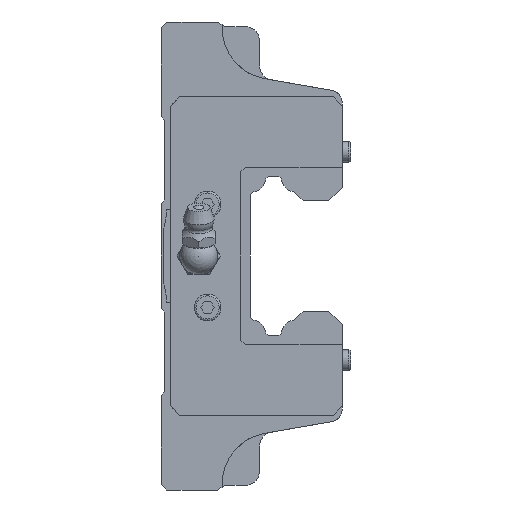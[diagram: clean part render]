
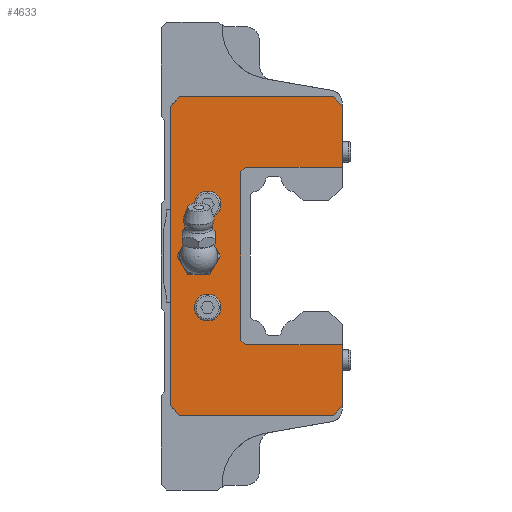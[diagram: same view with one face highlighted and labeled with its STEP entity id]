
A CAD part, left-side view. The second image highlights one B-rep face of the part: STEP entity #4633.
In plain terms, the highlighted planar face has unit normal (-1, 0, 0).
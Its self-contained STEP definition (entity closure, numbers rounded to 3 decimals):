
#76=LINE('',#6742,#542);
#100=LINE('',#6796,#566);
#109=LINE('',#6815,#575);
#143=LINE('',#6888,#609);
#165=LINE('',#6931,#631);
#187=LINE('',#6986,#653);
#209=LINE('',#7031,#675);
#390=LINE('',#7626,#856);
#391=LINE('',#7628,#857);
#415=LINE('',#7708,#881);
#416=LINE('',#7711,#882);
#417=LINE('',#7712,#883);
#418=LINE('',#7714,#884);
#419=LINE('',#7716,#885);
#542=VECTOR('',#5337,1000.);
#566=VECTOR('',#5369,1000.);
#575=VECTOR('',#5384,1000.);
#609=VECTOR('',#5436,1000.);
#631=VECTOR('',#5478,1000.);
#653=VECTOR('',#5518,1000.);
#675=VECTOR('',#5546,1000.);
#856=VECTOR('',#6023,1000.);
#857=VECTOR('',#6026,1000.);
#881=VECTOR('',#6118,1000.);
#882=VECTOR('',#6119,1000.);
#883=VECTOR('',#6120,1000.);
#884=VECTOR('',#6121,1000.);
#885=VECTOR('',#6122,1000.);
#1086=PLANE('',#5043);
#1326=CIRCLE('',#5044,3.);
#1327=CIRCLE('',#5045,2.85);
#1328=CIRCLE('',#5046,2.85);
#2274=ORIENTED_EDGE('',*,*,#3165,.T.);
#2275=ORIENTED_EDGE('',*,*,#3166,.F.);
#2276=ORIENTED_EDGE('',*,*,#3167,.F.);
#2277=ORIENTED_EDGE('',*,*,#3168,.T.);
#2278=ORIENTED_EDGE('',*,*,#3169,.T.);
#2279=ORIENTED_EDGE('',*,*,#2868,.F.);
#2280=ORIENTED_EDGE('',*,*,#3129,.T.);
#2281=ORIENTED_EDGE('',*,*,#2758,.F.);
#2282=ORIENTED_EDGE('',*,*,#2748,.F.);
#2283=ORIENTED_EDGE('',*,*,#2818,.F.);
#2284=ORIENTED_EDGE('',*,*,#2722,.F.);
#2285=ORIENTED_EDGE('',*,*,#2794,.F.);
#2286=ORIENTED_EDGE('',*,*,#3130,.T.);
#2287=ORIENTED_EDGE('',*,*,#2844,.F.);
#2288=ORIENTED_EDGE('',*,*,#3170,.T.);
#2289=ORIENTED_EDGE('',*,*,#3171,.T.);
#2290=ORIENTED_EDGE('',*,*,#3172,.T.);
#2722=EDGE_CURVE('',#3341,#3342,#76,.T.);
#2748=EDGE_CURVE('',#3367,#3368,#100,.T.);
#2758=EDGE_CURVE('',#3368,#3375,#109,.T.);
#2794=EDGE_CURVE('',#3404,#3341,#143,.T.);
#2818=EDGE_CURVE('',#3342,#3367,#165,.T.);
#2844=EDGE_CURVE('',#3439,#3440,#187,.T.);
#2868=EDGE_CURVE('',#3459,#3460,#209,.T.);
#3129=EDGE_CURVE('',#3459,#3375,#390,.T.);
#3130=EDGE_CURVE('',#3404,#3440,#391,.T.);
#3165=EDGE_CURVE('',#3665,#3665,#1326,.T.);
#3166=EDGE_CURVE('',#3666,#3666,#1327,.F.);
#3167=EDGE_CURVE('',#3667,#3667,#1328,.F.);
#3168=EDGE_CURVE('',#3668,#3669,#415,.T.);
#3169=EDGE_CURVE('',#3669,#3460,#416,.T.);
#3170=EDGE_CURVE('',#3439,#3670,#417,.T.);
#3171=EDGE_CURVE('',#3670,#3671,#418,.T.);
#3172=EDGE_CURVE('',#3671,#3668,#419,.T.);
#3341=VERTEX_POINT('',#6741);
#3342=VERTEX_POINT('',#6743);
#3367=VERTEX_POINT('',#6795);
#3368=VERTEX_POINT('',#6797);
#3375=VERTEX_POINT('',#6816);
#3404=VERTEX_POINT('',#6887);
#3439=VERTEX_POINT('',#6985);
#3440=VERTEX_POINT('',#6987);
#3459=VERTEX_POINT('',#7030);
#3460=VERTEX_POINT('',#7032);
#3665=VERTEX_POINT('',#7703);
#3666=VERTEX_POINT('',#7705);
#3667=VERTEX_POINT('',#7707);
#3668=VERTEX_POINT('',#7709);
#3669=VERTEX_POINT('',#7710);
#3670=VERTEX_POINT('',#7713);
#3671=VERTEX_POINT('',#7715);
#3976=EDGE_LOOP('',(#2274));
#3977=EDGE_LOOP('',(#2275));
#3978=EDGE_LOOP('',(#2276));
#3979=EDGE_LOOP('',(#2277,#2278,#2279,#2280,#2281,#2282,#2283,#2284,#2285,
#2286,#2287,#2288,#2289,#2290));
#4315=FACE_BOUND('',#3976,.T.);
#4316=FACE_BOUND('',#3977,.T.);
#4317=FACE_BOUND('',#3978,.T.);
#4318=FACE_BOUND('',#3979,.T.);
#4633=ADVANCED_FACE('',(#4315,#4316,#4317,#4318),#1086,.F.);
#5043=AXIS2_PLACEMENT_3D('',#7701,#6110,#6111);
#5044=AXIS2_PLACEMENT_3D('',#7702,#6112,#6113);
#5045=AXIS2_PLACEMENT_3D('',#7704,#6114,#6115);
#5046=AXIS2_PLACEMENT_3D('',#7706,#6116,#6117);
#5337=DIRECTION('',(0.,0.707,0.707));
#5369=DIRECTION('',(0.,-0.707,0.707));
#5384=DIRECTION('',(0.,-1.,0.));
#5436=DIRECTION('',(0.,1.,0.));
#5478=DIRECTION('',(0.,0.,1.));
#5518=DIRECTION('',(0.,0.,-1.));
#5546=DIRECTION('',(0.,0.,-1.));
#6023=DIRECTION('',(0.,0.707,0.707));
#6026=DIRECTION('',(0.,-0.707,0.707));
#6110=DIRECTION('',(1.,0.,0.));
#6111=DIRECTION('',(0.,0.,-1.));
#6112=DIRECTION('',(1.,0.,0.));
#6113=DIRECTION('',(0.,0.,-1.));
#6114=DIRECTION('',(1.,0.,0.));
#6115=DIRECTION('',(0.,0.,-1.));
#6116=DIRECTION('',(1.,0.,0.));
#6117=DIRECTION('',(0.,0.,-1.));
#6118=DIRECTION('',(0.,-0.707,0.707));
#6119=DIRECTION('',(0.,-1.,0.));
#6120=DIRECTION('',(0.,1.,0.));
#6121=DIRECTION('',(0.,0.707,0.707));
#6122=DIRECTION('',(0.,0.,1.));
#6741=CARTESIAN_POINT('',(-65.4,36.5,-34.));
#6742=CARTESIAN_POINT('',(-65.4,36.5,-34.));
#6743=CARTESIAN_POINT('',(-65.4,38.5,-32.));
#6795=CARTESIAN_POINT('',(-65.4,38.5,32.));
#6796=CARTESIAN_POINT('',(-65.4,38.5,32.));
#6797=CARTESIAN_POINT('',(-65.4,36.5,34.));
#6815=CARTESIAN_POINT('',(-65.4,40.5,34.));
#6816=CARTESIAN_POINT('',(-65.4,3.783,34.));
#6887=CARTESIAN_POINT('',(-65.4,3.783,-34.));
#6888=CARTESIAN_POINT('',(-65.4,0.,-34.));
#6931=CARTESIAN_POINT('',(-65.4,38.5,-32.));
#6985=CARTESIAN_POINT('',(-65.4,1.783,-19.));
#6986=CARTESIAN_POINT('',(-65.4,1.783,32.478));
#6987=CARTESIAN_POINT('',(-65.4,1.783,-32.));
#7030=CARTESIAN_POINT('',(-65.4,1.783,32.));
#7031=CARTESIAN_POINT('',(-65.4,1.783,32.478));
#7032=CARTESIAN_POINT('',(-65.4,1.783,19.));
#7626=CARTESIAN_POINT('',(-65.4,3.783,34.));
#7628=CARTESIAN_POINT('',(-65.4,1.783,-32.));
#7701=CARTESIAN_POINT('',(-65.4,0.,0.));
#7702=CARTESIAN_POINT('',(-65.4,32.5,0.));
#7703=CARTESIAN_POINT('',(-65.4,32.5,-3.));
#7704=CARTESIAN_POINT('',(-65.4,30.6,11.));
#7705=CARTESIAN_POINT('',(-65.4,30.6,8.15));
#7706=CARTESIAN_POINT('',(-65.4,30.6,-11.));
#7707=CARTESIAN_POINT('',(-65.4,30.6,-13.85));
#7708=CARTESIAN_POINT('',(-65.4,23.5,18.));
#7709=CARTESIAN_POINT('',(-65.4,23.5,18.));
#7710=CARTESIAN_POINT('',(-65.4,22.5,19.));
#7711=CARTESIAN_POINT('',(-65.4,22.5,19.));
#7712=CARTESIAN_POINT('',(-65.4,1.783,-19.));
#7713=CARTESIAN_POINT('',(-65.4,22.5,-19.));
#7714=CARTESIAN_POINT('',(-65.4,22.5,-19.));
#7715=CARTESIAN_POINT('',(-65.4,23.5,-18.));
#7716=CARTESIAN_POINT('',(-65.4,23.5,-18.));
